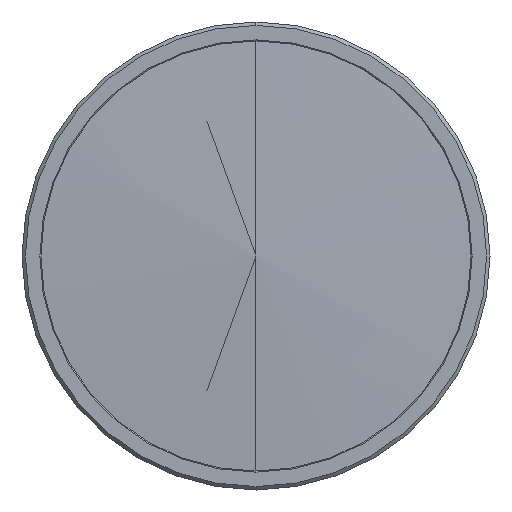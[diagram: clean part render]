
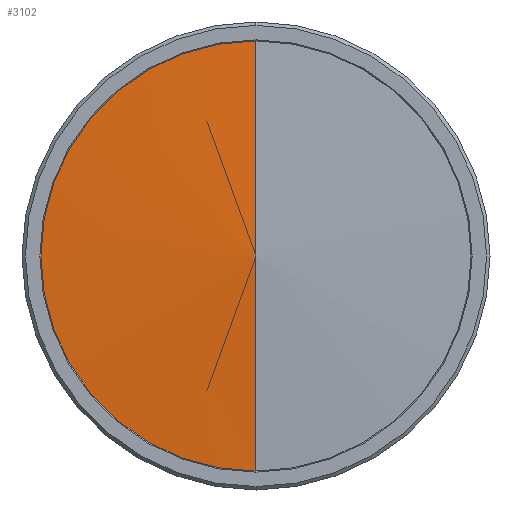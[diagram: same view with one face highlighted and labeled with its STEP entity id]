
A CAD part, left-side view. The second image highlights one B-rep face of the part: STEP entity #3102.
In plain terms, the highlighted conical face has half-angle 87.022 degrees and reference radius 19221.2 mm.
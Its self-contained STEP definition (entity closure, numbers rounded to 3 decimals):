
#80 = AXIS2_PLACEMENT_3D ( 'NONE', #735, #971, #473 ) ;
#131 = EDGE_LOOP ( 'NONE', ( #1203, #216, #1526 ) ) ;
#152 = CONICAL_SURFACE ( 'NONE', #80, 19221.166, 1.519 ) ;
#164 = EDGE_CURVE ( 'NONE', #1283, #1323, #2806, .T. ) ;
#216 = ORIENTED_EDGE ( 'NONE', *, *, #2794, .T. ) ;
#473 = DIRECTION ( 'NONE',  ( 0., 0., -1. ) ) ;
#615 = VECTOR ( 'NONE', #2122, 1000. ) ;
#731 = DIRECTION ( 'NONE',  ( 0.052, 0., -0.999 ) ) ;
#735 = CARTESIAN_POINT ( 'NONE',  ( 1000., 0., 0. ) ) ;
#902 = CARTESIAN_POINT ( 'NONE',  ( 3.252, 0., -62.5 ) ) ;
#971 = DIRECTION ( 'NONE',  ( 1., 0., 0. ) ) ;
#1065 = AXIS2_PLACEMENT_3D ( 'NONE', #2665, #2100, #1948 ) ;
#1094 = FACE_OUTER_BOUND ( 'NONE', #131, .T. ) ;
#1203 = ORIENTED_EDGE ( 'NONE', *, *, #1345, .F. ) ;
#1273 = VECTOR ( 'NONE', #731, 1000. ) ;
#1283 = VERTEX_POINT ( 'NONE', #902 ) ;
#1323 = VERTEX_POINT ( 'NONE', #1466 ) ;
#1345 = EDGE_CURVE ( 'NONE', #2301, #1283, #2196, .T. ) ;
#1466 = CARTESIAN_POINT ( 'NONE',  ( 3.252, 0., 62.5 ) ) ;
#1526 = ORIENTED_EDGE ( 'NONE', *, *, #164, .F. ) ;
#1703 = LINE ( 'NONE', #1899, #615 ) ;
#1899 = CARTESIAN_POINT ( 'NONE',  ( 0., 0., 0. ) ) ;
#1948 = DIRECTION ( 'NONE',  ( 0., -1., 0. ) ) ;
#2100 = DIRECTION ( 'NONE',  ( 1., 0., 0. ) ) ;
#2122 = DIRECTION ( 'NONE',  ( 0.052, 0., 0.999 ) ) ;
#2196 = LINE ( 'NONE', #2540, #1273 ) ;
#2301 = VERTEX_POINT ( 'NONE', #2937 ) ;
#2540 = CARTESIAN_POINT ( 'NONE',  ( 0., 0., 0. ) ) ;
#2665 = CARTESIAN_POINT ( 'NONE',  ( 3.252, 0., 0. ) ) ;
#2794 = EDGE_CURVE ( 'NONE', #2301, #1323, #1703, .T. ) ;
#2806 = CIRCLE ( 'NONE', #1065, 62.5 ) ;
#2937 = CARTESIAN_POINT ( 'NONE',  ( 0., 0., 0. ) ) ;
#3102 = ADVANCED_FACE ( 'NONE', ( #1094 ), #152, .T. ) ;
